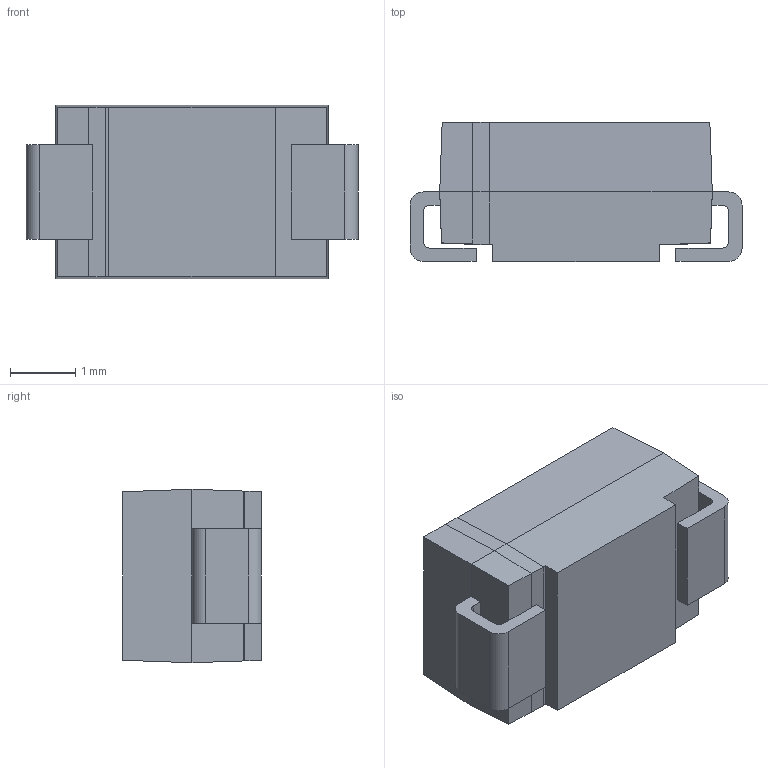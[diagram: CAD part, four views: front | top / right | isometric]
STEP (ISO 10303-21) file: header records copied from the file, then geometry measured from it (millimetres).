
FILE_DESCRIPTION (( 'STEP AP214' ), '1' );
FILE_NAME ('54B6B2AB-3E8B-46A3-AF8A-73B4B78D715D.STEP', '2023-08-11T09:49:34', ( '' ), ( '' ), 'SwSTEP 2.0', 'SolidWorks 2022', '' );
FILE_SCHEMA (( 'AUTOMOTIVE_DESIGN' ));
Length unit declared in the file: inch
Products named in the file (1): 54B6B2AB-3E8B-46A3-AF8A-73B4B78D715D
Bounding box: 5.11 x 2.13 x 2.67 mm (x, y, z)
Volume: 23.4 mm3; surface area: 62.7 mm2
Topology: 1 solids, 1 shells, 52 faces, 130 edges, 80 vertices
Faces by surface type: plane 44, cylinder 8
Entity records: 1888 total; most frequent: CARTESIAN_POINT 263, ORIENTED_EDGE 260, DIRECTION 252, EDGE_CURVE 130, VECTOR 114, LINE 114, VERTEX_POINT 80, AXIS2_PLACEMENT_3D 69
